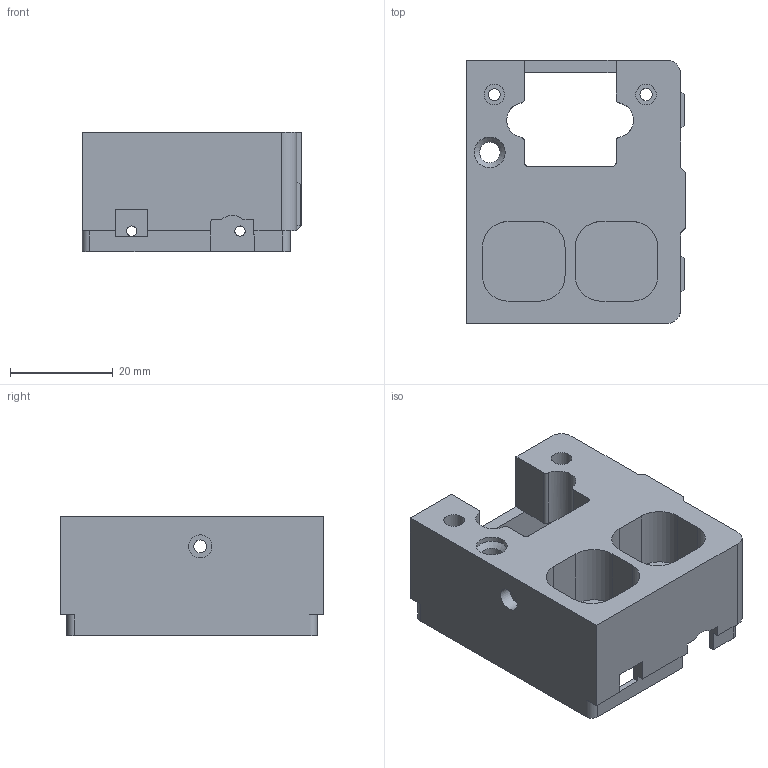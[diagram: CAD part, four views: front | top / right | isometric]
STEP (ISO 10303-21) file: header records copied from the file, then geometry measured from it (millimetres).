
FILE_DESCRIPTION(/* description */ (''),/* implementation_level */ '2;1');
FILE_NAME(/* name */ 'omvh732_front_v24.step',/* time_stamp */ '2023-01-15T12:01:14-08:00',/* author */ (''),/* organization */ (''),/* preprocessor_version */ 'ST-DEVELOPER v19.2',/* originating_system */ 'Autodesk Translation Framework v11.17.0.187',/* authorisation */ '');
FILE_SCHEMA (('AUTOMOTIVE_DESIGN { 1 0 10303 214 3 1 1 }'));
Length unit declared in the file: millimetre
Products named in the file (1): omvh732_front
Bounding box: 42.84 x 51.37 x 23.25 mm (x, y, z)
Volume: 17968.6 mm3; surface area: 13200.7 mm2
Topology: 2 solids, 2 shells, 145 faces, 411 edges, 268 vertices
Faces by surface type: plane 105, cylinder 36, cone 2, sphere 2
Full cylindrical faces by diameter (mm): 2 x2, 2.28 x1, 2.38 x1, 2.5 x1, 2.995 x2, 4 x3, 4.5 x1, 6 x2
Entity records: 4782 total; most frequent: CARTESIAN_POINT 851, ORIENTED_EDGE 822, DIRECTION 786, EDGE_CURVE 411, LINE 324, VECTOR 324, VERTEX_POINT 268, AXIS2_PLACEMENT_3D 231
